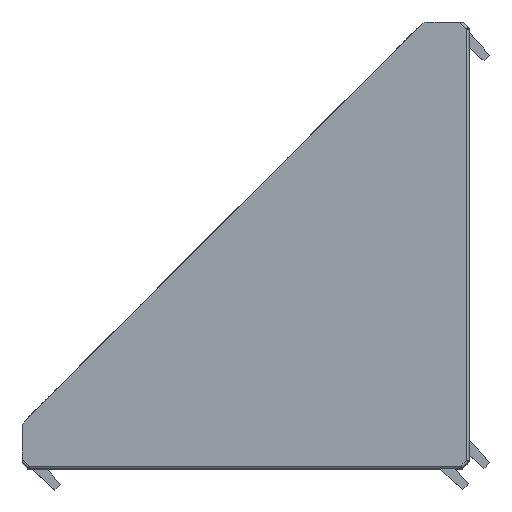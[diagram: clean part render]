
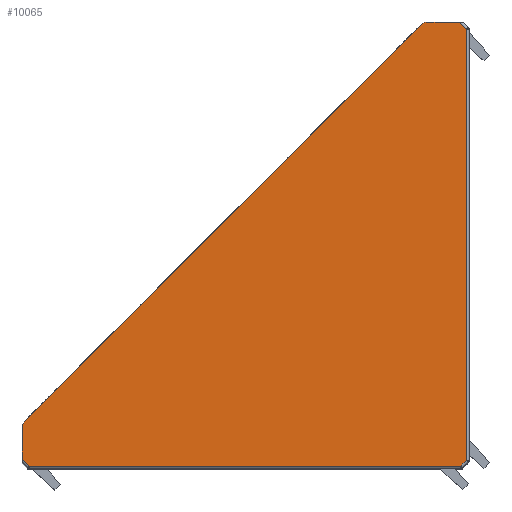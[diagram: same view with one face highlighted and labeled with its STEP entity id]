
A CAD part, top view. The second image highlights one B-rep face of the part: STEP entity #10065.
In plain terms, the highlighted planar face has unit normal (0.012, -0.012, 1).
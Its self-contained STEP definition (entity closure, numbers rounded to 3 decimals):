
#44=PLANE($,#10889);
#494=LINE($,#17044,#1148);
#521=LINE($,#17166,#1175);
#530=LINE($,#17185,#1184);
#532=LINE($,#17192,#1186);
#533=LINE($,#17194,#1187);
#534=LINE($,#17196,#1188);
#535=LINE($,#17197,#1189);
#536=LINE($,#17198,#1190);
#1148=VECTOR($,#12430,107.588);
#1175=VECTOR($,#12481,6.07);
#1184=VECTOR($,#12498,6.07);
#1186=VECTOR($,#12506,1.924);
#1187=VECTOR($,#12507,83.031);
#1188=VECTOR($,#12508,1.586);
#1189=VECTOR($,#12509,83.031);
#1190=VECTOR($,#12510,1.924);
#2171=FACE_OUTER_BOUND($,#2873,.T.);
#2873=EDGE_LOOP($,(#7261,#7262,#7263,#7264,#7265,#7266,#7267,#7268,#7269,
#7270));
#4049=ELLIPSE($,#10877,2.,2.);
#4051=ELLIPSE($,#10880,2.,2.);
#4248=VERTEX_POINT($,#15627);
#4613=VERTEX_POINT($,#17041);
#4614=VERTEX_POINT($,#17043);
#4644=VERTEX_POINT($,#17151);
#4646=VERTEX_POINT($,#17157);
#4649=VERTEX_POINT($,#17164);
#4655=VERTEX_POINT($,#17184);
#4657=VERTEX_POINT($,#17191);
#4658=VERTEX_POINT($,#17193);
#4659=VERTEX_POINT($,#17195);
#5576=EDGE_CURVE($,#4614,#4613,#494,.T.);
#5609=EDGE_CURVE($,#4644,#4614,#4049,.T.);
#5613=EDGE_CURVE($,#4613,#4646,#4051,.T.);
#5616=EDGE_CURVE($,#4646,#4649,#521,.T.);
#5626=EDGE_CURVE($,#4655,#4644,#530,.T.);
#5630=EDGE_CURVE($,#4649,#4657,#532,.T.);
#5631=EDGE_CURVE($,#4657,#4658,#533,.T.);
#5632=EDGE_CURVE($,#4658,#4659,#534,.T.);
#5633=EDGE_CURVE($,#4659,#4248,#535,.T.);
#5634=EDGE_CURVE($,#4248,#4655,#536,.T.);
#7261=ORIENTED_EDGE($,*,*,#5630,.T.);
#7262=ORIENTED_EDGE($,*,*,#5631,.T.);
#7263=ORIENTED_EDGE($,*,*,#5632,.T.);
#7264=ORIENTED_EDGE($,*,*,#5633,.T.);
#7265=ORIENTED_EDGE($,*,*,#5634,.T.);
#7266=ORIENTED_EDGE($,*,*,#5626,.T.);
#7267=ORIENTED_EDGE($,*,*,#5609,.T.);
#7268=ORIENTED_EDGE($,*,*,#5576,.T.);
#7269=ORIENTED_EDGE($,*,*,#5613,.T.);
#7270=ORIENTED_EDGE($,*,*,#5616,.T.);
#10065=ADVANCED_FACE($,(#2171),#44,.T.);
#10877=AXIS2_PLACEMENT_3D($,#17152,#12466,#12467);
#10880=AXIS2_PLACEMENT_3D($,#17159,#12474,#12475);
#10889=AXIS2_PLACEMENT_3D($,#17190,#12504,#12505);
#12430=DIRECTION($,(-0.707,-0.707,0.));
#12466=DIRECTION('center_axis',(0.012,-0.012,1.));
#12467=DIRECTION('ref_axis',(-0.707,0.707,0.017));
#12474=DIRECTION('center_axis',(0.012,-0.012,1.));
#12475=DIRECTION('ref_axis',(-0.707,0.707,0.017));
#12481=DIRECTION($,(0.,-1.,-0.012));
#12498=DIRECTION($,(-1.,0.,0.012));
#12504=DIRECTION('center_axis',(0.012,-0.012,1.));
#12505=DIRECTION('ref_axis',(1.,0.,-0.012));
#12506=DIRECTION($,(0.707,-0.707,-0.017));
#12507=DIRECTION($,(1.,0.,-0.012));
#12508=DIRECTION($,(0.707,0.707,0.));
#12509=DIRECTION($,(0.,1.,0.012));
#12510=DIRECTION($,(-0.707,0.707,0.017));
#15627=CARTESIAN_POINT('',(-0.494,84.64,43.881));
#17041=CARTESIAN_POINT('',(-85.414,9.338,44.));
#17043=CARTESIAN_POINT('',(-9.338,85.414,44.));
#17044=CARTESIAN_POINT($,(-9.338,85.414,44.));
#17151=CARTESIAN_POINT('',(-7.924,86.,43.99));
#17152=CARTESIAN_POINT('Origin',(-7.924,84.,43.965));
#17157=CARTESIAN_POINT('',(-86.,7.924,43.99));
#17159=CARTESIAN_POINT('Origin',(-84.,7.924,43.965));
#17164=CARTESIAN_POINT('',(-86.,1.854,43.915));
#17166=CARTESIAN_POINT($,(-86.,7.924,43.99));
#17184=CARTESIAN_POINT('',(-1.854,86.,43.915));
#17185=CARTESIAN_POINT($,(-1.148,86.,43.906));
#17190=CARTESIAN_POINT('Origin',(-9.338,85.414,44.));
#17191=CARTESIAN_POINT('',(-84.64,0.494,43.881));
#17192=CARTESIAN_POINT($,(-84.499,0.354,43.878));
#17193=CARTESIAN_POINT('',(-1.615,0.494,42.857));
#17194=CARTESIAN_POINT($,(-1.414,0.494,42.854));
#17195=CARTESIAN_POINT('',(-0.494,1.615,42.857));
#17196=CARTESIAN_POINT($,(-0.347,1.762,42.857));
#17197=CARTESIAN_POINT($,(-0.494,84.146,43.875));
#17198=CARTESIAN_POINT($,(-1.501,85.646,43.906));
